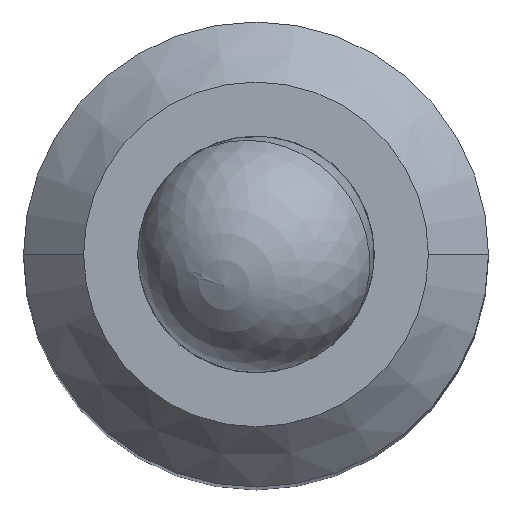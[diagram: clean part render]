
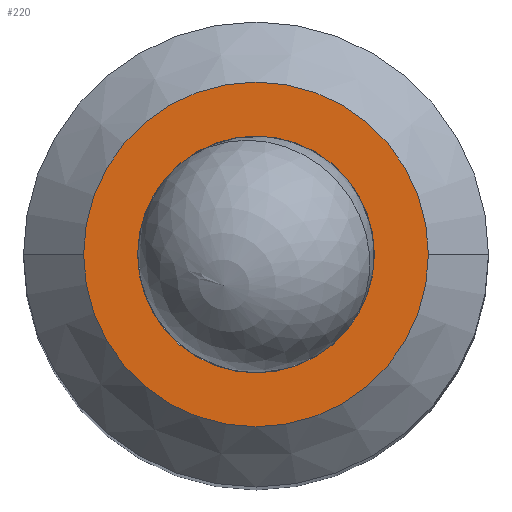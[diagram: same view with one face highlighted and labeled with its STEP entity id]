
A CAD part, top view. The second image highlights one B-rep face of the part: STEP entity #220.
In plain terms, the highlighted planar face has unit normal (0, 0, 1).
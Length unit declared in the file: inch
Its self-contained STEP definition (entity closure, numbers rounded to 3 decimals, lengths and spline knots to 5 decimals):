
#204 = AXIS2_PLACEMENT_3D ( 'NONE', #529, #236, #717 ) ;
#220 = ADVANCED_FACE ( 'NONE', ( #861, #1268 ), #745, .T. ) ;
#236 = DIRECTION ( 'NONE',  ( 0., 0., 1. ) ) ;
#240 = DIRECTION ( 'NONE',  ( 0., 0., 1. ) ) ;
#242 = EDGE_CURVE ( 'NONE', #375, #872, #627, .T. ) ;
#268 = DIRECTION ( 'NONE',  ( 1., 0., 0. ) ) ;
#293 = CIRCLE ( 'NONE', #462, 0.01969 ) ;
#297 = AXIS2_PLACEMENT_3D ( 'NONE', #1045, #367, #1256 ) ;
#317 = ORIENTED_EDGE ( 'NONE', *, *, #242, .F. ) ;
#333 = EDGE_LOOP ( 'NONE', ( #820, #794 ) ) ;
#334 = CARTESIAN_POINT ( 'NONE',  ( -0.80207, -0.85354, 1.15451 ) ) ;
#367 = DIRECTION ( 'NONE',  ( 0., 0., 1. ) ) ;
#375 = VERTEX_POINT ( 'NONE', #1055 ) ;
#407 = ORIENTED_EDGE ( 'NONE', *, *, #1142, .F. ) ;
#462 = AXIS2_PLACEMENT_3D ( 'NONE', #334, #1114, #1109 ) ;
#468 = VERTEX_POINT ( 'NONE', #876 ) ;
#529 = CARTESIAN_POINT ( 'NONE',  ( -0.80207, -0.85354, 1.15451 ) ) ;
#579 = CARTESIAN_POINT ( 'NONE',  ( -0.82176, -0.85354, 1.15451 ) ) ;
#593 = AXIS2_PLACEMENT_3D ( 'NONE', #921, #240, #1029 ) ;
#627 = CIRCLE ( 'NONE', #297, 0.01969 ) ;
#655 = CIRCLE ( 'NONE', #204, 0.02866 ) ;
#671 = CIRCLE ( 'NONE', #593, 0.02866 ) ;
#676 = CARTESIAN_POINT ( 'NONE',  ( -0.83074, -0.85354, 1.15451 ) ) ;
#705 = AXIS2_PLACEMENT_3D ( 'NONE', #835, #1046, #268 ) ;
#717 = DIRECTION ( 'NONE',  ( 1., 0., 0. ) ) ;
#745 = PLANE ( 'NONE',  #705 ) ;
#794 = ORIENTED_EDGE ( 'NONE', *, *, #1175, .T. ) ;
#820 = ORIENTED_EDGE ( 'NONE', *, *, #1096, .T. ) ;
#835 = CARTESIAN_POINT ( 'NONE',  ( -0.80207, -0.85354, 1.15451 ) ) ;
#844 = EDGE_LOOP ( 'NONE', ( #317, #407 ) ) ;
#861 = FACE_OUTER_BOUND ( 'NONE', #333, .T. ) ;
#872 = VERTEX_POINT ( 'NONE', #579 ) ;
#876 = CARTESIAN_POINT ( 'NONE',  ( -0.77341, -0.85354, 1.15451 ) ) ;
#901 = VERTEX_POINT ( 'NONE', #676 ) ;
#921 = CARTESIAN_POINT ( 'NONE',  ( -0.80207, -0.85354, 1.15451 ) ) ;
#1029 = DIRECTION ( 'NONE',  ( 1., 0., 0. ) ) ;
#1045 = CARTESIAN_POINT ( 'NONE',  ( -0.80207, -0.85354, 1.15451 ) ) ;
#1046 = DIRECTION ( 'NONE',  ( 0., 0., 1. ) ) ;
#1055 = CARTESIAN_POINT ( 'NONE',  ( -0.78239, -0.85354, 1.15451 ) ) ;
#1096 = EDGE_CURVE ( 'NONE', #901, #468, #655, .T. ) ;
#1109 = DIRECTION ( 'NONE',  ( 1., 0., 0. ) ) ;
#1114 = DIRECTION ( 'NONE',  ( 0., 0., 1. ) ) ;
#1142 = EDGE_CURVE ( 'NONE', #872, #375, #293, .T. ) ;
#1175 = EDGE_CURVE ( 'NONE', #468, #901, #671, .T. ) ;
#1256 = DIRECTION ( 'NONE',  ( 1., 0., 0. ) ) ;
#1268 = FACE_BOUND ( 'NONE', #844, .T. ) ;
